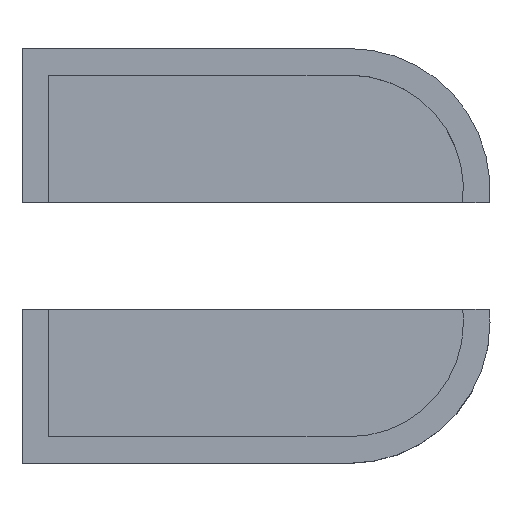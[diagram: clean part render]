
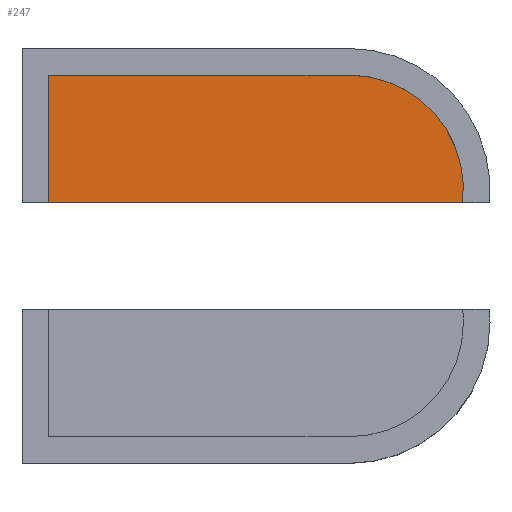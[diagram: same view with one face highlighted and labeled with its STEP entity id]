
A CAD part, top view. The second image highlights one B-rep face of the part: STEP entity #247.
In plain terms, the highlighted planar face has unit normal (0, 0, 1).
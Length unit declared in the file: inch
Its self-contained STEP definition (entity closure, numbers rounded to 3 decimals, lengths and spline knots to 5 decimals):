
#11 = CARTESIAN_POINT ( 'NONE',  ( 0.69291, 0., 0.03937 ) ) ;
#30 = CARTESIAN_POINT ( 'NONE',  ( 0.65239, 0., 0.03937 ) ) ;
#32 = CARTESIAN_POINT ( 'NONE',  ( 0.34646, 0.18898, 0.03937 ) ) ;
#79 = ORIENTED_EDGE ( 'NONE', *, *, #617, .T. ) ;
#108 = AXIS2_PLACEMENT_3D ( 'NONE', #718, #643, #198 ) ;
#140 = CARTESIAN_POINT ( 'NONE',  ( 0.48425, 0.18898, 0.03937 ) ) ;
#152 = PLANE ( 'NONE',  #491 ) ;
#198 = DIRECTION ( 'NONE',  ( -1., 0., 0. ) ) ;
#215 = EDGE_CURVE ( 'NONE', #281, #670, #725, .T. ) ;
#217 = ORIENTED_EDGE ( 'NONE', *, *, #215, .T. ) ;
#235 = DIRECTION ( 'NONE',  ( 0., 1., 0. ) ) ;
#245 = CARTESIAN_POINT ( 'NONE',  ( 0.34646, 0.11417, 0.03937 ) ) ;
#247 = ADVANCED_FACE ( 'NONE', ( #315 ), #152, .T. ) ;
#281 = VERTEX_POINT ( 'NONE', #30 ) ;
#288 = LINE ( 'NONE', #574, #329 ) ;
#315 = FACE_OUTER_BOUND ( 'NONE', #732, .T. ) ;
#318 = CARTESIAN_POINT ( 'NONE',  ( 0.03937, 0.18898, 0.03937 ) ) ;
#329 = VECTOR ( 'NONE', #235, 39.37008 ) ;
#340 = CARTESIAN_POINT ( 'NONE',  ( 0.03937, 0., 0.03937 ) ) ;
#349 = ORIENTED_EDGE ( 'NONE', *, *, #431, .F. ) ;
#428 = DIRECTION ( 'NONE',  ( -1., 0., 0. ) ) ;
#431 = EDGE_CURVE ( 'NONE', #281, #522, #442, .T. ) ;
#442 = LINE ( 'NONE', #11, #628 ) ;
#467 = DIRECTION ( 'NONE',  ( 0., 0., 1. ) ) ;
#491 = AXIS2_PLACEMENT_3D ( 'NONE', #245, #467, #703 ) ;
#505 = EDGE_CURVE ( 'NONE', #522, #616, #288, .T. ) ;
#522 = VERTEX_POINT ( 'NONE', #340 ) ;
#574 = CARTESIAN_POINT ( 'NONE',  ( 0.03937, -0.15748, 0.03937 ) ) ;
#594 = LINE ( 'NONE', #32, #660 ) ;
#616 = VERTEX_POINT ( 'NONE', #318 ) ;
#617 = EDGE_CURVE ( 'NONE', #670, #616, #594, .T. ) ;
#627 = DIRECTION ( 'NONE',  ( -1., 0., 0. ) ) ;
#628 = VECTOR ( 'NONE', #627, 39.37008 ) ;
#643 = DIRECTION ( 'NONE',  ( 0., 0., 1. ) ) ;
#648 = ORIENTED_EDGE ( 'NONE', *, *, #505, .F. ) ;
#660 = VECTOR ( 'NONE', #428, 39.37008 ) ;
#670 = VERTEX_POINT ( 'NONE', #140 ) ;
#703 = DIRECTION ( 'NONE',  ( 1., 0., 0. ) ) ;
#718 = CARTESIAN_POINT ( 'NONE',  ( 0.48425, 0.01969, 0.03937 ) ) ;
#725 = CIRCLE ( 'NONE', #108, 0.16929 ) ;
#732 = EDGE_LOOP ( 'NONE', ( #79, #648, #349, #217 ) ) ;
